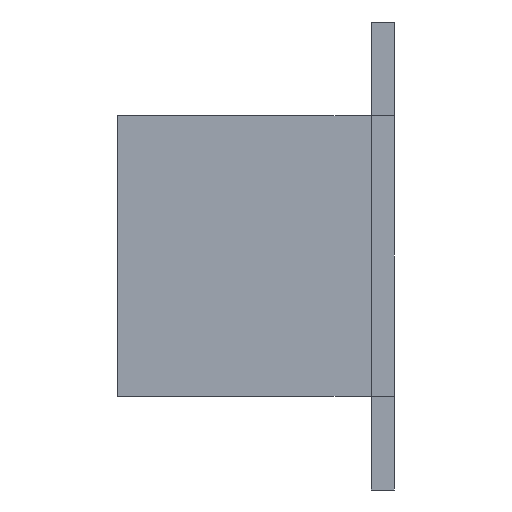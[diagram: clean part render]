
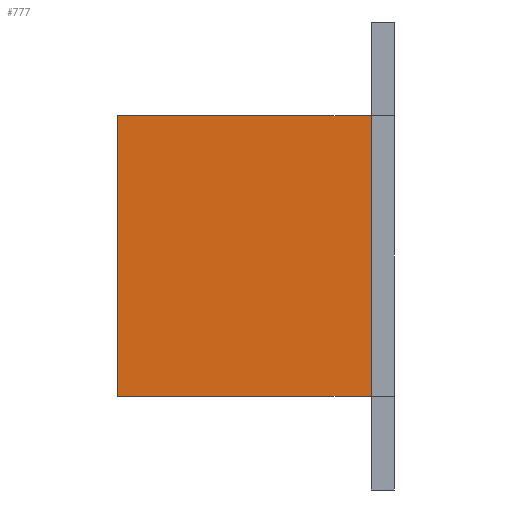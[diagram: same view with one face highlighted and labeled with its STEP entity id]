
A CAD part, left-side view. The second image highlights one B-rep face of the part: STEP entity #777.
In plain terms, the highlighted planar face has unit normal (-1, 0, 0).
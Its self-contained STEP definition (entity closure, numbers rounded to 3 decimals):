
#53=PLANE('',#856);
#93=FACE_OUTER_BOUND('',#138,.T.);
#138=EDGE_LOOP('',(#675,#676,#677,#678));
#209=LINE('',#1213,#299);
#226=LINE('',#1246,#316);
#238=LINE('',#1269,#328);
#239=LINE('',#1270,#329);
#299=VECTOR('',#994,10.);
#316=VECTOR('',#1023,10.);
#328=VECTOR('',#1047,10.);
#329=VECTOR('',#1048,10.);
#387=VERTEX_POINT('',#1166);
#396=VERTEX_POINT('',#1191);
#403=VERTEX_POINT('',#1211);
#413=VERTEX_POINT('',#1245);
#489=EDGE_CURVE('',#403,#396,#209,.T.);
#506=EDGE_CURVE('',#387,#413,#226,.T.);
#518=EDGE_CURVE('',#396,#387,#238,.T.);
#519=EDGE_CURVE('',#403,#413,#239,.T.);
#675=ORIENTED_EDGE('',*,*,#518,.F.);
#676=ORIENTED_EDGE('',*,*,#489,.F.);
#677=ORIENTED_EDGE('',*,*,#519,.T.);
#678=ORIENTED_EDGE('',*,*,#506,.F.);
#777=ADVANCED_FACE('',(#93),#53,.T.);
#856=AXIS2_PLACEMENT_3D('',#1268,#1045,#1046);
#994=DIRECTION('',(0.,-1.,0.));
#1023=DIRECTION('',(0.,1.,0.));
#1045=DIRECTION('center_axis',(-1.,0.,0.));
#1046=DIRECTION('ref_axis',(0.,0.,1.));
#1047=DIRECTION('',(0.,0.,-1.));
#1048=DIRECTION('',(0.,0.,-1.));
#1166=CARTESIAN_POINT('',(-4.,4.,-44.));
#1191=CARTESIAN_POINT('',(-4.,4.,4.));
#1211=CARTESIAN_POINT('',(-4.,47.344,4.));
#1213=CARTESIAN_POINT('',(-4.,47.344,4.));
#1245=CARTESIAN_POINT('',(-4.,47.344,-44.));
#1246=CARTESIAN_POINT('',(-4.,0.,-44.));
#1268=CARTESIAN_POINT('Origin',(-4.,4.,-40.));
#1269=CARTESIAN_POINT('',(-4.,4.,-40.));
#1270=CARTESIAN_POINT('',(-4.,47.344,-40.));
